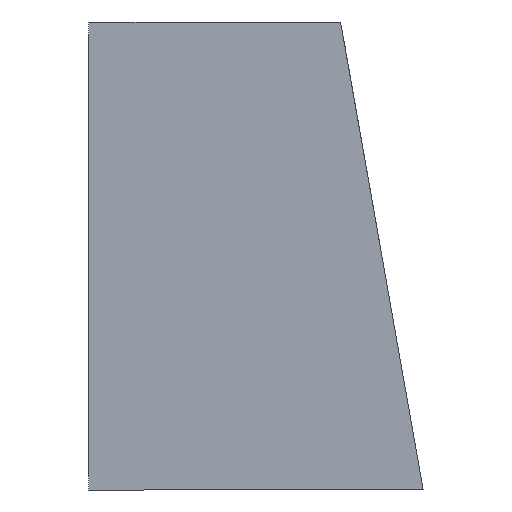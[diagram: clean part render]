
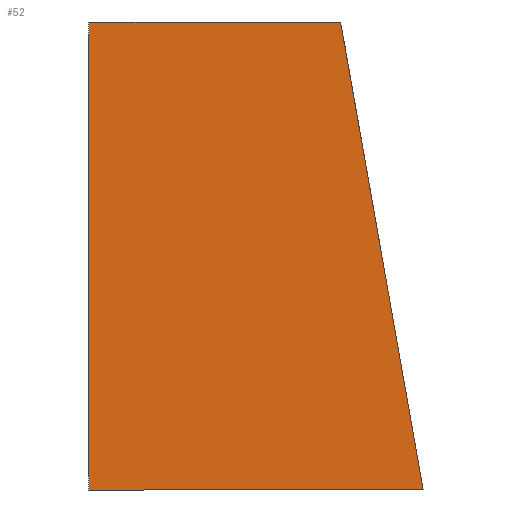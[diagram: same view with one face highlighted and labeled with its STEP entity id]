
A CAD part, left-side view. The second image highlights one B-rep face of the part: STEP entity #52.
In plain terms, the highlighted planar face has unit normal (-1, 0, 0).
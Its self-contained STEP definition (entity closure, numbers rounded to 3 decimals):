
#40=FACE_OUTER_BOUND('',#181,.T.);
#52=ADVANCED_FACE('',(#40),#70,.F.);
#70=PLANE('',#385);
#85=LINE('',#512,#121);
#95=LINE('',#532,#131);
#97=LINE('',#536,#133);
#98=LINE('',#538,#134);
#121=VECTOR('',#418,1.);
#131=VECTOR('',#432,1.);
#133=VECTOR('',#436,1.);
#134=VECTOR('',#437,1.);
#181=EDGE_LOOP('',(#228,#229,#230,#231));
#228=ORIENTED_EDGE('',*,*,#345,.T.);
#229=ORIENTED_EDGE('',*,*,#346,.T.);
#230=ORIENTED_EDGE('',*,*,#343,.F.);
#231=ORIENTED_EDGE('',*,*,#333,.T.);
#301=VERTEX_POINT('',#511);
#302=VERTEX_POINT('',#513);
#310=VERTEX_POINT('',#533);
#311=VERTEX_POINT('',#537);
#333=EDGE_CURVE('',#302,#301,#85,.T.);
#343=EDGE_CURVE('',#302,#310,#95,.T.);
#345=EDGE_CURVE('',#301,#311,#97,.T.);
#346=EDGE_CURVE('',#311,#310,#98,.T.);
#385=AXIS2_PLACEMENT_3D('',#539,#438,#439);
#418=DIRECTION('',(0.,0.,-1.));
#432=DIRECTION('',(0.,-1.,0.));
#436=DIRECTION('',(0.,-1.,0.));
#437=DIRECTION('',(0.,0.174,0.985));
#438=DIRECTION('',(1.,0.,0.));
#439=DIRECTION('',(0.,0.,-1.));
#511=CARTESIAN_POINT('',(0.,50.,0.));
#512=CARTESIAN_POINT('',(0.,50.,70.));
#513=CARTESIAN_POINT('',(0.,50.,70.));
#532=CARTESIAN_POINT('',(0.,50.,70.));
#533=CARTESIAN_POINT('',(0.,12.343,70.));
#536=CARTESIAN_POINT('',(0.,50.,0.));
#537=CARTESIAN_POINT('',(0.,0.,0.));
#538=CARTESIAN_POINT('',(0.,13.478,76.44));
#539=CARTESIAN_POINT('',(0.,50.,70.));
